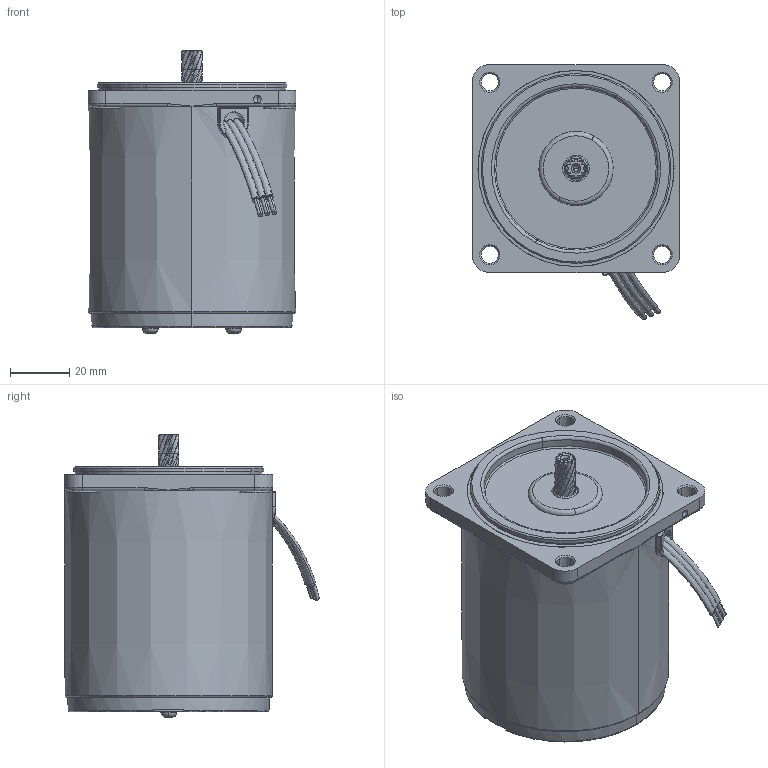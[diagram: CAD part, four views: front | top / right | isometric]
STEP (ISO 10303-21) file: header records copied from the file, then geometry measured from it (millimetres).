
FILE_DESCRIPTION (( 'STEP AP203' ), '1' );
FILE_NAME ('3RK15GN-¡¼-5C131¡¼0000Z0.STEP', '2018-01-02T02:42:01', ( '' ), ( '' ), 'SwSTEP 2.0', 'SolidWorks 2010', '' );
FILE_SCHEMA (( 'CONFIG_CONTROL_DESIGN' ));
Length unit declared in the file: millimetre
Products named in the file (8): 線扣; 出口線-3條; 3RK15GN-〖-5C131〖0000Z0; M315-RK_3.鑽孔; C364_車工(成品); 15GN_0.成品; 彈簧壓板M3φ36x1t_Default; 丸頭十字螺絲M3x6_B18.6.7M - M3 x 0.5 x 8 Type I Cross Recessed PHMS --8C
Assembly tree (8 placements, depth 2):
  3RK15GN-〖-5C131〖0000Z0
    C364_車工(成品)
    彈簧壓板M3φ36x1t_Default
    丸頭十字螺絲M3x6_B18.6.7M - M3 x 0.5 x 8 Type I Cross Recessed PHMS --8C  x2
    出口線-3條
    M315-RK_3.鑽孔
    15GN_0.成品
    線扣
Bounding box: 70 x 85.74 x 95.46 mm (x, y, z)
Volume: 313039.2 mm3; surface area: 41690.8 mm2
Topology: 10 solids, 10 shells, 371 faces, 907 edges, 565 vertices
Faces by surface type: cylinder 107, plane 107, bspline 56, cone 52, torus 41, sphere 8
Entity records: 18157 total; most frequent: CARTESIAN_POINT 9483, ORIENTED_EDGE 1650, DIRECTION 1623, EDGE_CURVE 825, AXIS2_PLACEMENT_3D 691, VERTEX_POINT 517, CIRCLE 394, EDGE_LOOP 382
